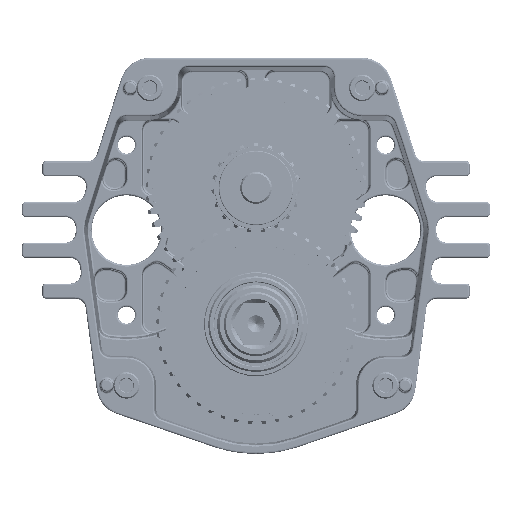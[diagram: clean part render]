
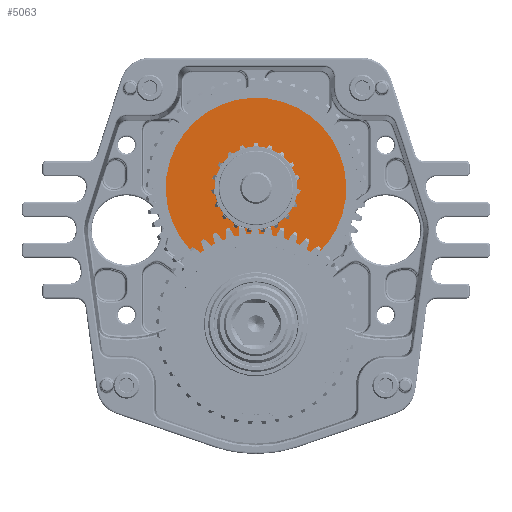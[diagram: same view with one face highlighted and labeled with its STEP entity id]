
A CAD part, top view. The second image highlights one B-rep face of the part: STEP entity #5063.
In plain terms, the highlighted face is planar.
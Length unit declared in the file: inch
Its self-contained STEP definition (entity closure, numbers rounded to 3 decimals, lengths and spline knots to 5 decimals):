
#3312 = CARTESIAN_POINT ( 'NONE',  ( 0.1375, 0., 0. ) ) ;
#4370 = EDGE_CURVE ( 'NONE', #76869, #58200, #66913, .T. ) ;
#5063 = ADVANCED_FACE ( 'NONE', ( #8593, #54149 ), #38638, .F. ) ;
#8593 = FACE_OUTER_BOUND ( 'NONE', #55503, .T. ) ;
#9603 = DIRECTION ( 'NONE',  ( 0., 0., -1. ) ) ;
#10835 = AXIS2_PLACEMENT_3D ( 'NONE', #56887, #16293, #46891 ) ;
#11687 = DIRECTION ( 'NONE',  ( 0., 0., -1. ) ) ;
#16293 = DIRECTION ( 'NONE',  ( 1., 0., 0. ) ) ;
#17313 = DIRECTION ( 'NONE',  ( 1., 0., 0. ) ) ;
#18764 = CARTESIAN_POINT ( 'NONE',  ( 0.1375, 0., 0. ) ) ;
#18938 = CARTESIAN_POINT ( 'NONE',  ( 0.1375, 0., -0.2625 ) ) ;
#21496 = AXIS2_PLACEMENT_3D ( 'NONE', #3312, #17313, #47912 ) ;
#24429 = ORIENTED_EDGE ( 'NONE', *, *, #4370, .F. ) ;
#27200 = CARTESIAN_POINT ( 'NONE',  ( 0.1375, 0., 0. ) ) ;
#29078 = ORIENTED_EDGE ( 'NONE', *, *, #96968, .F. ) ;
#31605 = DIRECTION ( 'NONE',  ( 1., 0., 0. ) ) ;
#38638 = PLANE ( 'NONE',  #94235 ) ;
#43890 = EDGE_CURVE ( 'NONE', #59765, #51707, #71788, .T. ) ;
#46891 = DIRECTION ( 'NONE',  ( 0., 0., -1. ) ) ;
#47512 = DIRECTION ( 'NONE',  ( 1., 0., 0. ) ) ;
#47641 = CIRCLE ( 'NONE', #10835, 1.0625 ) ;
#47912 = DIRECTION ( 'NONE',  ( 0., 0., -1. ) ) ;
#49061 = ORIENTED_EDGE ( 'NONE', *, *, #67255, .T. ) ;
#51707 = VERTEX_POINT ( 'NONE', #72163 ) ;
#54149 = FACE_BOUND ( 'NONE', #55166, .T. ) ;
#55166 = EDGE_LOOP ( 'NONE', ( #67755, #49061 ) ) ;
#55503 = EDGE_LOOP ( 'NONE', ( #29078, #24429 ) ) ;
#56879 = DIRECTION ( 'NONE',  ( 0., 0., -1. ) ) ;
#56887 = CARTESIAN_POINT ( 'NONE',  ( 0.1375, 0., 0. ) ) ;
#57783 = DIRECTION ( 'NONE',  ( 1., 0., 0. ) ) ;
#58200 = VERTEX_POINT ( 'NONE', #62103 ) ;
#59765 = VERTEX_POINT ( 'NONE', #18938 ) ;
#61701 = CARTESIAN_POINT ( 'NONE',  ( 0.1375, 0., 0. ) ) ;
#62103 = CARTESIAN_POINT ( 'NONE',  ( 0.1375, 0., 1.0625 ) ) ;
#63824 = AXIS2_PLACEMENT_3D ( 'NONE', #27200, #57783, #11687 ) ;
#66913 = CIRCLE ( 'NONE', #89317, 1.0625 ) ;
#67255 = EDGE_CURVE ( 'NONE', #51707, #59765, #75993, .T. ) ;
#67755 = ORIENTED_EDGE ( 'NONE', *, *, #43890, .T. ) ;
#71788 = CIRCLE ( 'NONE', #63824, 0.2625 ) ;
#72163 = CARTESIAN_POINT ( 'NONE',  ( 0.1375, 0., 0.2625 ) ) ;
#75993 = CIRCLE ( 'NONE', #21496, 0.2625 ) ;
#76869 = VERTEX_POINT ( 'NONE', #91526 ) ;
#89317 = AXIS2_PLACEMENT_3D ( 'NONE', #18764, #47512, #56879 ) ;
#91526 = CARTESIAN_POINT ( 'NONE',  ( 0.1375, 0., -1.0625 ) ) ;
#94235 = AXIS2_PLACEMENT_3D ( 'NONE', #61701, #31605, #9603 ) ;
#96968 = EDGE_CURVE ( 'NONE', #58200, #76869, #47641, .T. ) ;
